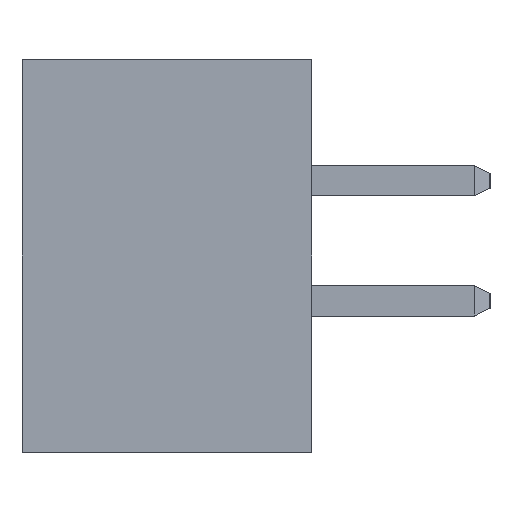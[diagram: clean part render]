
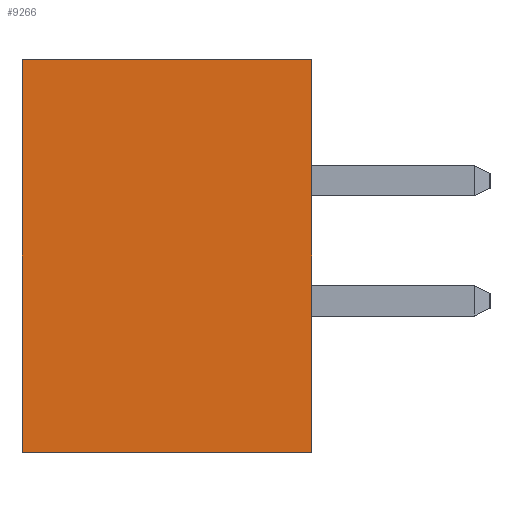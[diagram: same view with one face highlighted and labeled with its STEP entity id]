
A CAD part, left-side view. The second image highlights one B-rep face of the part: STEP entity #9266.
In plain terms, the highlighted planar face has unit normal (-1, 0, 0).
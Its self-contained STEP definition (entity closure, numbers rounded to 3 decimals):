
#169 = ORIENTED_EDGE ( 'NONE', *, *, #3474, .T. ) ;
#340 = VECTOR ( 'NONE', #9444, 1000. ) ;
#1427 = CARTESIAN_POINT ( 'NONE',  ( -8.191, 0., 3.015 ) ) ;
#1481 = LINE ( 'NONE', #4536, #6693 ) ;
#1619 = LINE ( 'NONE', #4872, #7816 ) ;
#1829 = DIRECTION ( 'NONE',  ( 0., 0., 1. ) ) ;
#2059 = VERTEX_POINT ( 'NONE', #1427 ) ;
#2336 = VERTEX_POINT ( 'NONE', #8900 ) ;
#2630 = PLANE ( 'NONE',  #5990 ) ;
#2649 = CARTESIAN_POINT ( 'NONE',  ( -8.191, 4.826, -3.523 ) ) ;
#2678 = EDGE_CURVE ( 'NONE', #5495, #4647, #6027, .T. ) ;
#2792 = EDGE_CURVE ( 'NONE', #5495, #2059, #1619, .T. ) ;
#3474 = EDGE_CURVE ( 'NONE', #2059, #2336, #1481, .T. ) ;
#3619 = CARTESIAN_POINT ( 'NONE',  ( -8.191, 0., -3.523 ) ) ;
#3681 = ORIENTED_EDGE ( 'NONE', *, *, #2678, .F. ) ;
#3914 = CARTESIAN_POINT ( 'NONE',  ( -8.191, 4.826, -3.523 ) ) ;
#4536 = CARTESIAN_POINT ( 'NONE',  ( -8.191, 0., 3.015 ) ) ;
#4647 = VERTEX_POINT ( 'NONE', #2649 ) ;
#4676 = DIRECTION ( 'NONE',  ( 0., 0., 1. ) ) ;
#4872 = CARTESIAN_POINT ( 'NONE',  ( -8.191, 0., -3.523 ) ) ;
#5495 = VERTEX_POINT ( 'NONE', #3619 ) ;
#5843 = EDGE_CURVE ( 'NONE', #4647, #2336, #8635, .T. ) ;
#5884 = CARTESIAN_POINT ( 'NONE',  ( -8.191, 0., -3.523 ) ) ;
#5990 = AXIS2_PLACEMENT_3D ( 'NONE', #5884, #8758, #1829 ) ;
#6027 = LINE ( 'NONE', #9053, #6842 ) ;
#6693 = VECTOR ( 'NONE', #9918, 1000. ) ;
#6842 = VECTOR ( 'NONE', #7591, 1000. ) ;
#7591 = DIRECTION ( 'NONE',  ( 0., 1., 0. ) ) ;
#7678 = ORIENTED_EDGE ( 'NONE', *, *, #2792, .T. ) ;
#7816 = VECTOR ( 'NONE', #4676, 1000. ) ;
#8635 = LINE ( 'NONE', #3914, #340 ) ;
#8758 = DIRECTION ( 'NONE',  ( -1., 0., 0. ) ) ;
#8900 = CARTESIAN_POINT ( 'NONE',  ( -8.191, 4.826, 3.015 ) ) ;
#9053 = CARTESIAN_POINT ( 'NONE',  ( -8.191, 0., -3.523 ) ) ;
#9266 = ADVANCED_FACE ( 'NONE', ( #9660 ), #2630, .T. ) ;
#9269 = EDGE_LOOP ( 'NONE', ( #9917, #3681, #7678, #169 ) ) ;
#9444 = DIRECTION ( 'NONE',  ( 0., 0., 1. ) ) ;
#9660 = FACE_OUTER_BOUND ( 'NONE', #9269, .T. ) ;
#9917 = ORIENTED_EDGE ( 'NONE', *, *, #5843, .F. ) ;
#9918 = DIRECTION ( 'NONE',  ( 0., 1., 0. ) ) ;
